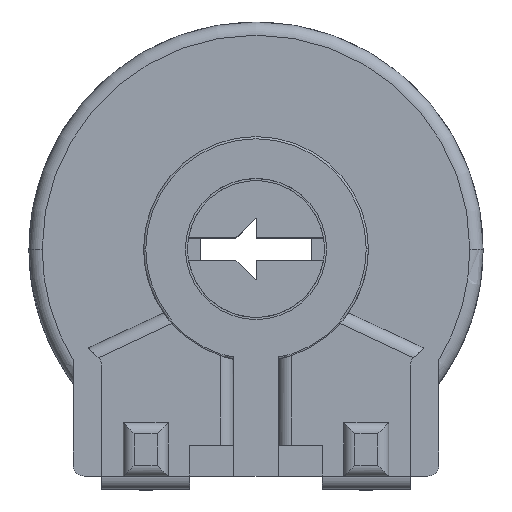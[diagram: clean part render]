
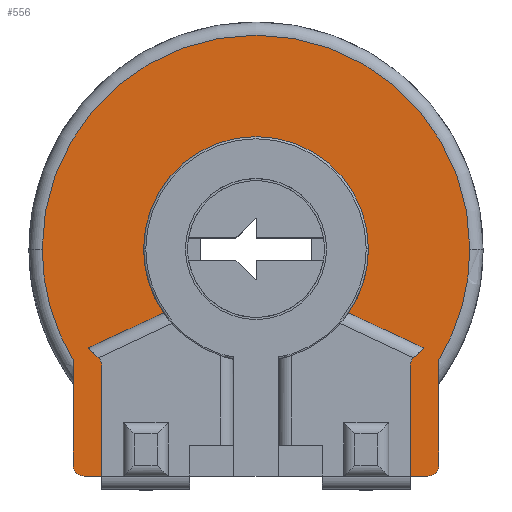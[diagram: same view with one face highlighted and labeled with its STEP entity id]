
A CAD part, top view. The second image highlights one B-rep face of the part: STEP entity #556.
In plain terms, the highlighted planar face has unit normal (0, 0, 1).
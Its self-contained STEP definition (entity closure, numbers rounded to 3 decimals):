
#556=ADVANCED_FACE('NONE',(#1122),#1123,.T.);
#1122=FACE_OUTER_BOUND('',#1783,.T.);
#1123=PLANE('',#1784);
#1783=EDGE_LOOP('',(#3436,#3437,#3438,#3439,#3440,#3441,#3442,#3443,#3444,#3445,#3446,#3447,#3448,#3449,#3450,#3451,#3452,#3453,#3454,#3455));
#1784=AXIS2_PLACEMENT_3D('',#3456,#3457,#3458);
#3436=ORIENTED_EDGE('',*,*,#4208,.T.);
#3437=ORIENTED_EDGE('',*,*,#3983,.T.);
#3438=ORIENTED_EDGE('',*,*,#4197,.T.);
#3439=ORIENTED_EDGE('',*,*,#4025,.T.);
#3440=ORIENTED_EDGE('',*,*,#4147,.T.);
#3441=ORIENTED_EDGE('',*,*,#4174,.F.);
#3442=ORIENTED_EDGE('',*,*,#4099,.T.);
#3443=ORIENTED_EDGE('',*,*,#3913,.T.);
#3444=ORIENTED_EDGE('',*,*,#3712,.T.);
#3445=ORIENTED_EDGE('',*,*,#4034,.F.);
#3446=ORIENTED_EDGE('',*,*,#4095,.T.);
#3447=ORIENTED_EDGE('',*,*,#3972,.T.);
#3448=ORIENTED_EDGE('',*,*,#3858,.T.);
#3449=ORIENTED_EDGE('',*,*,#3677,.T.);
#3450=ORIENTED_EDGE('',*,*,#4009,.T.);
#3451=ORIENTED_EDGE('',*,*,#3978,.T.);
#3452=ORIENTED_EDGE('',*,*,#3853,.F.);
#3453=ORIENTED_EDGE('',*,*,#4187,.F.);
#3454=ORIENTED_EDGE('',*,*,#3951,.F.);
#3455=ORIENTED_EDGE('',*,*,#4078,.T.);
#3456=CARTESIAN_POINT('',(-2.028,-1.969,1.701));
#3457=DIRECTION('',(0.0,0.0,1.0));
#3458=DIRECTION('',(1.0,0.0,0.0));
#3677=EDGE_CURVE('NONE',#4472,#4473,#4474,.T.);
#3712=EDGE_CURVE('NONE',#4537,#4534,#4538,.T.);
#3853=EDGE_CURVE('NONE',#4757,#4759,#4760,.T.);
#3858=EDGE_CURVE('NONE',#4767,#4472,#4768,.T.);
#3913=EDGE_CURVE('NONE',#4849,#4537,#4850,.T.);
#3951=EDGE_CURVE('NONE',#4899,#4895,#4901,.T.);
#3972=EDGE_CURVE('NONE',#4929,#4767,#4930,.T.);
#3978=EDGE_CURVE('NONE',#4937,#4759,#4938,.T.);
#3983=EDGE_CURVE('NONE',#4944,#4945,#4946,.T.);
#4009=EDGE_CURVE('NONE',#4473,#4937,#4985,.T.);
#4025=EDGE_CURVE('NONE',#5006,#5004,#5007,.T.);
#4034=EDGE_CURVE('NONE',#5016,#4534,#5018,.T.);
#4078=EDGE_CURVE('NONE',#4899,#4357,#5072,.T.);
#4095=EDGE_CURVE('NONE',#5016,#4929,#5092,.T.);
#4099=EDGE_CURVE('NONE',#5095,#4849,#5098,.T.);
#4147=EDGE_CURVE('NONE',#5004,#5153,#5155,.T.);
#4174=EDGE_CURVE('NONE',#5095,#5153,#5185,.T.);
#4187=EDGE_CURVE('NONE',#4895,#4757,#5199,.T.);
#4197=EDGE_CURVE('NONE',#4945,#5006,#5209,.T.);
#4208=EDGE_CURVE('NONE',#4357,#4944,#5220,.T.);
#4357=VERTEX_POINT('NONE',#5430);
#4472=VERTEX_POINT('NONE',#5616);
#4473=VERTEX_POINT('NONE',#5617);
#4474=CIRCLE('',#5618,0.079);
#4534=VERTEX_POINT('NONE',#5702);
#4537=VERTEX_POINT('NONE',#5712);
#4538=CIRCLE('',#5713,1.909);
#4757=VERTEX_POINT('',#6087);
#4759=VERTEX_POINT('NONE',#6090);
#4760=CIRCLE('',#6091,1.004);
#4767=VERTEX_POINT('NONE',#6112);
#4768=LINE('',#6113,#6114);
#4849=VERTEX_POINT('NONE',#6247);
#4850=CIRCLE('',#6248,1.909);
#4895=VERTEX_POINT('',#6350);
#4899=VERTEX_POINT('NONE',#6358);
#4901=CIRCLE('',#6370,1.004);
#4929=VERTEX_POINT('NONE',#6413);
#4930=LINE('',#6414,#6415);
#4937=VERTEX_POINT('NONE',#6425);
#4938=LINE('',#6426,#6427);
#4944=VERTEX_POINT('NONE',#6453);
#4945=VERTEX_POINT('NONE',#6454);
#4946=CIRCLE('',#6455,0.079);
#4985=LINE('',#6520,#6521);
#5004=VERTEX_POINT('NONE',#6544);
#5006=VERTEX_POINT('NONE',#6547);
#5007=LINE('',#6548,#6549);
#5016=VERTEX_POINT('NONE',#6563);
#5018=LINE('',#6566,#6567);
#5072=LINE('',#6660,#6661);
#5092=CIRCLE('',#6709,0.098);
#5095=VERTEX_POINT('NONE',#6712);
#5098=CIRCLE('',#6722,1.909);
#5153=VERTEX_POINT('NONE',#6797);
#5155=CIRCLE('',#6800,0.098);
#5185=LINE('',#6840,#6841);
#5199=CIRCLE('',#6861,1.004);
#5209=LINE('',#6872,#6873);
#5220=LINE('',#6886,#6887);
#5430=CARTESIAN_POINT('',(1.496,-0.825,1.701));
#5616=CARTESIAN_POINT('',(-1.378,-0.977,1.701));
#5617=CARTESIAN_POINT('',(-1.401,-0.922,1.701));
#5618=AXIS2_PLACEMENT_3D('',#7055,#7056,#7057);
#5702=CARTESIAN_POINT('',(-1.634,-0.929,1.701));
#5712=CARTESIAN_POINT('',(-1.909,0.059,1.701));
#5713=AXIS2_PLACEMENT_3D('',#7097,#7098,#7099);
#6087=CARTESIAN_POINT('',(-1.004,0.059,1.701));
#6090=CARTESIAN_POINT('',(-0.826,-0.512,1.701));
#6091=AXIS2_PLACEMENT_3D('',#7245,#7246,#7247);
#6112=CARTESIAN_POINT('',(-1.378,-1.969,1.701));
#6113=CARTESIAN_POINT('',(-1.378,-2.087,1.701));
#6114=VECTOR('',#7249,393.7);
#6247=CARTESIAN_POINT('',(1.909,0.059,1.701));
#6248=AXIS2_PLACEMENT_3D('',#7306,#7307,#7308);
#6350=CARTESIAN_POINT('',(1.004,0.059,1.701));
#6358=CARTESIAN_POINT('',(0.826,-0.512,1.701));
#6370=AXIS2_PLACEMENT_3D('',#7340,#7341,#7342);
#6413=CARTESIAN_POINT('',(-1.535,-1.969,1.701));
#6414=CARTESIAN_POINT('',(-2.028,-1.969,1.701));
#6415=VECTOR('',#7358,393.7);
#6425=CARTESIAN_POINT('',(-1.496,-0.825,1.701));
#6426=CARTESIAN_POINT('',(-1.496,-0.824,1.701));
#6427=VECTOR('',#7362,393.7);
#6453=CARTESIAN_POINT('',(1.401,-0.922,1.701));
#6454=CARTESIAN_POINT('',(1.378,-0.977,1.701));
#6455=AXIS2_PLACEMENT_3D('',#7363,#7364,#7365);
#6520=CARTESIAN_POINT('',(-1.496,-0.827,1.701));
#6521=VECTOR('',#7391,393.7);
#6544=CARTESIAN_POINT('',(1.535,-1.969,1.701));
#6547=CARTESIAN_POINT('',(1.378,-1.969,1.701));
#6548=CARTESIAN_POINT('',(-2.028,-1.969,1.701));
#6549=VECTOR('',#7412,393.7);
#6563=CARTESIAN_POINT('',(-1.634,-1.87,1.701));
#6566=CARTESIAN_POINT('',(-1.634,-1.969,1.701));
#6567=VECTOR('',#7419,393.7);
#6660=CARTESIAN_POINT('',(0.827,-0.512,1.701));
#6661=VECTOR('',#7458,393.7);
#6709=AXIS2_PLACEMENT_3D('',#7480,#7481,#7482);
#6712=CARTESIAN_POINT('',(1.634,-0.929,1.701));
#6722=AXIS2_PLACEMENT_3D('',#7486,#7487,#7488);
#6797=CARTESIAN_POINT('',(1.634,-1.87,1.701));
#6800=AXIS2_PLACEMENT_3D('',#7541,#7542,#7543);
#6840=CARTESIAN_POINT('',(1.634,-1.969,1.701));
#6841=VECTOR('',#7566,393.7);
#6861=AXIS2_PLACEMENT_3D('',#7576,#7577,#7578);
#6872=CARTESIAN_POINT('',(1.378,-2.087,1.701));
#6873=VECTOR('',#7580,393.7);
#6886=CARTESIAN_POINT('',(1.378,-0.945,1.701));
#6887=VECTOR('',#7586,393.7);
#7055=CARTESIAN_POINT('',(-1.457,-0.977,1.701));
#7056=DIRECTION('',(0.0,0.0,1.0));
#7057=DIRECTION('',(1.0,0.0,0.0));
#7097=CARTESIAN_POINT('',(0.,0.059,1.701));
#7098=DIRECTION('',(0.0,0.0,1.0));
#7099=DIRECTION('',(1.0,0.0,0.0));
#7245=CARTESIAN_POINT('',(0.0,0.059,1.701));
#7246=DIRECTION('',(0.0,0.0,1.0));
#7247=DIRECTION('',(1.0,0.0,0.0));
#7249=DIRECTION('',(0.0,1.0,0.0));
#7306=CARTESIAN_POINT('',(0.,0.059,1.701));
#7307=DIRECTION('',(0.0,0.0,1.0));
#7308=DIRECTION('',(1.0,0.0,0.0));
#7340=CARTESIAN_POINT('',(0.0,0.059,1.701));
#7341=DIRECTION('',(0.0,0.0,1.0));
#7342=DIRECTION('',(1.0,0.0,0.0));
#7358=DIRECTION('',(1.0,0.0,0.0));
#7362=DIRECTION('',(0.906,0.423,0.0));
#7363=CARTESIAN_POINT('',(1.457,-0.977,1.701));
#7364=DIRECTION('',(0.0,0.0,1.0));
#7365=DIRECTION('',(1.0,0.0,0.0));
#7391=DIRECTION('',(-0.707,0.707,0.0));
#7412=DIRECTION('',(1.0,0.0,0.0));
#7419=DIRECTION('',(0.0,1.0,0.0));
#7458=DIRECTION('',(0.906,-0.423,0.0));
#7480=CARTESIAN_POINT('',(-1.535,-1.87,1.701));
#7481=DIRECTION('',(0.0,0.0,1.0));
#7482=DIRECTION('',(1.0,0.0,0.0));
#7486=CARTESIAN_POINT('',(0.,0.059,1.701));
#7487=DIRECTION('',(0.0,0.0,1.0));
#7488=DIRECTION('',(1.0,0.0,0.0));
#7541=CARTESIAN_POINT('',(1.535,-1.87,1.701));
#7542=DIRECTION('',(0.0,0.0,1.0));
#7543=DIRECTION('',(1.0,0.0,0.0));
#7566=DIRECTION('',(-0.0,-1.0,-0.0));
#7576=CARTESIAN_POINT('',(0.0,0.059,1.701));
#7577=DIRECTION('',(0.0,0.0,1.0));
#7578=DIRECTION('',(1.0,0.0,0.0));
#7580=DIRECTION('',(-0.0,-1.0,-0.0));
#7586=DIRECTION('',(-0.707,-0.707,-0.0));
